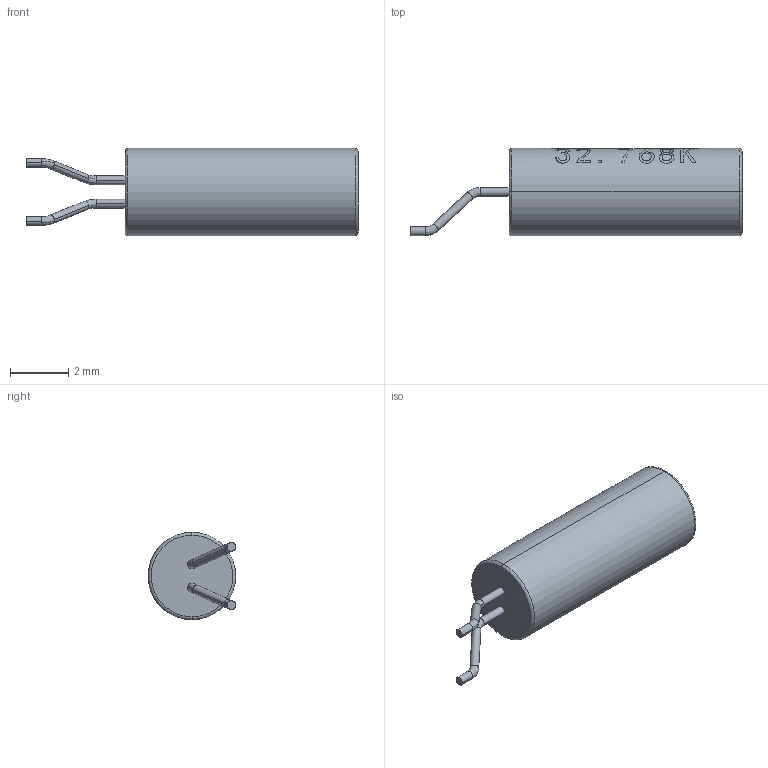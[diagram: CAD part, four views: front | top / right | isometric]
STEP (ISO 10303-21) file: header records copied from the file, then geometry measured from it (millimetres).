
FILE_DESCRIPTION (( 'STEP AP214' ), '1' );
FILE_NAME ('User Library-32.768K.STEP', '2020-06-09T03:54:00', ( '' ), ( '' ), 'SwSTEP 2.0', 'SolidWorks 2019', '' );
FILE_SCHEMA (( 'AUTOMOTIVE_DESIGN' ));
Length unit declared in the file: millimetre
Products named in the file (1): User Library-32.768K
Bounding box: 11.4 x 3 x 3 mm (x, y, z)
Volume: 57 mm3; surface area: 96.6 mm2
Topology: 1 solids, 1 shells, 129 faces, 326 edges, 216 vertices
Faces by surface type: bspline 71, cylinder 29, plane 29
Entity records: 12913 total; most frequent: CARTESIAN_POINT 9143, ORIENTED_EDGE 652, DIRECTION 390, EDGE_CURVE 326, VERTEX_POINT 216, EDGE_LOOP 146, AXIS2_PLACEMENT_3D 137, B_SPLINE_CURVE_WITH_KNOTS 129
